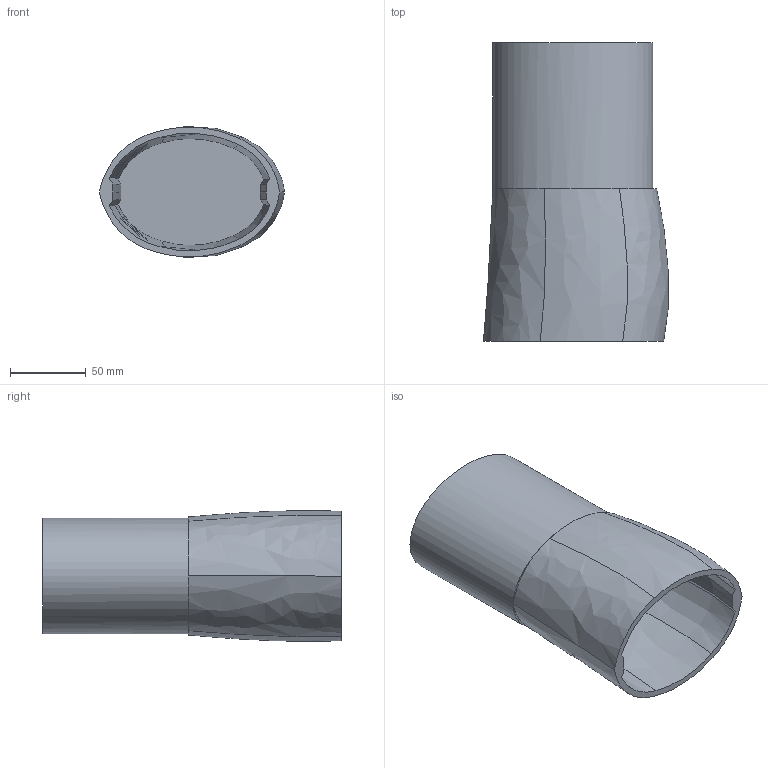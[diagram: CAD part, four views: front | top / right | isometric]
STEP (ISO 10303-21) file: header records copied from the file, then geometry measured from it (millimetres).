
FILE_DESCRIPTION(/* description */ ('STEP AP242','CAx-IF Rec.Pracs.---Representation and Presentation of Product Manufacturing Information (PMI)---4.0---2014-10-13','CAx-IF Rec.Pracs.---3D Tessellated Geometry---0.4---2014-09-14','2;1'),/* implementation_level */ '2;1');
FILE_NAME(/* name */ '680ff22347853c03b32f49a9',/* time_stamp */ '2025-04-28T21:24:51Z',/* author */ (''),/* organization */ (''),/* preprocessor_version */ 'ST-DEVELOPER v20',/* originating_system */ 'ONSHAPE BY PTC INC, 1.197',/* authorisation */ ' ');
FILE_SCHEMA (('AP242_MANAGED_MODEL_BASED_3D_ENGINEERING_MIM_LF { 1 0 10303 442 1 1 4 }'));
Length unit declared in the file: metre
Products named in the file (1): Forearm 1
Bounding box: 121.85 x 196.52 x 86.21 mm (x, y, z)
Volume: 737080.5 mm3; surface area: 101668.4 mm2
Topology: 1 solids, 1 shells, 27 faces, 67 edges, 43 vertices
Faces by surface type: bspline 21, plane 6
Entity records: 1576 total; most frequent: CARTESIAN_POINT 1072, ORIENTED_EDGE 132, EDGE_CURVE 66, B_SPLINE_CURVE_WITH_KNOTS 49, VERTEX_POINT 43, DIRECTION 35, EDGE_LOOP 29, FACE_BOUND 29
